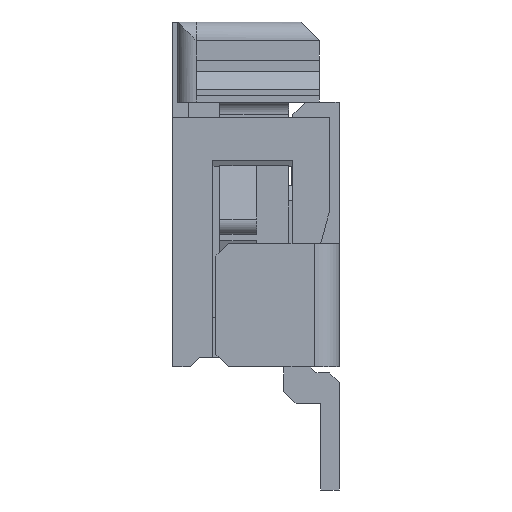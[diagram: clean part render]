
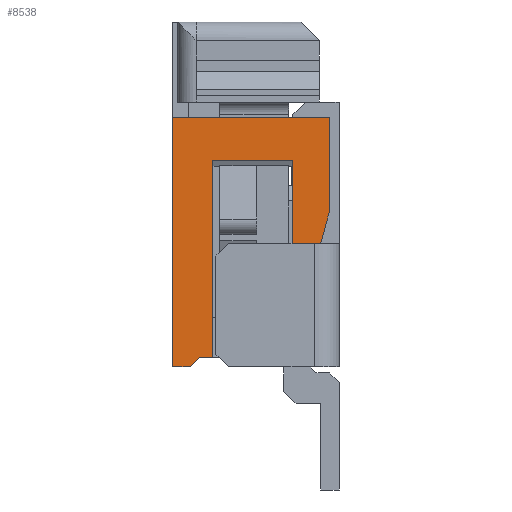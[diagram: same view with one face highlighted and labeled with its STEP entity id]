
A CAD part, left-side view. The second image highlights one B-rep face of the part: STEP entity #8538.
In plain terms, the highlighted planar face has unit normal (-1, 0, 0).
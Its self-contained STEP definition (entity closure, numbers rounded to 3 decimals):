
#1=DIRECTION('',(0.,1.,0.));
#2=VECTOR('',#1,0.22);
#3=CARTESIAN_POINT('',(-7.35,0.7,-2.65));
#4=LINE('',#3,#2);
#5=DIRECTION('',(0.,-0.707,0.707));
#6=VECTOR('',#5,0.212);
#7=CARTESIAN_POINT('',(-7.35,1.07,-2.8));
#8=LINE('',#7,#6);
#9=DIRECTION('',(0.,1.,0.));
#10=VECTOR('',#9,0.28);
#11=CARTESIAN_POINT('',(-7.35,1.07,-2.8));
#12=LINE('',#11,#10);
#13=DIRECTION('',(0.,0.,1.));
#14=VECTOR('',#13,4.05);
#15=CARTESIAN_POINT('',(-7.35,1.35,-2.8));
#16=LINE('',#15,#14);
#17=DIRECTION('',(0.,0.,-1.));
#18=VECTOR('',#17,1.5);
#19=CARTESIAN_POINT('',(-7.35,-1.2,1.25));
#20=LINE('',#19,#18);
#21=DIRECTION('',(0.,-0.263,0.965));
#22=VECTOR('',#21,0.57);
#23=CARTESIAN_POINT('',(-7.35,-1.05,-0.8));
#24=LINE('',#23,#22);
#25=DIRECTION('',(0.,0.,1.));
#26=VECTOR('',#25,2.);
#27=CARTESIAN_POINT('',(-7.35,-1.05,-2.8));
#28=LINE('',#27,#26);
#29=DIRECTION('',(0.,1.,0.));
#30=VECTOR('',#29,0.45);
#31=CARTESIAN_POINT('',(-7.35,-1.05,-2.8));
#32=LINE('',#31,#30);
#33=DIRECTION('',(0.,0.,1.));
#34=VECTOR('',#33,3.35);
#35=CARTESIAN_POINT('',(-7.35,-0.6,-2.8));
#36=LINE('',#35,#34);
#37=DIRECTION('',(0.,1.,0.));
#38=VECTOR('',#37,1.3);
#39=CARTESIAN_POINT('',(-7.35,-0.6,0.55));
#40=LINE('',#39,#38);
#41=DIRECTION('',(0.,0.,1.));
#42=VECTOR('',#41,3.2);
#43=CARTESIAN_POINT('',(-7.35,0.7,-2.65));
#44=LINE('',#43,#42);
#1802=DIRECTION('',(0.,1.,0.));
#1803=VECTOR('',#1802,2.55);
#1804=CARTESIAN_POINT('',(-7.35,-1.2,1.25));
#1805=LINE('',#1804,#1803);
#6437=CARTESIAN_POINT('',(-7.35,1.35,-2.8));
#6439=VERTEX_POINT('',#6437);
#6455=CARTESIAN_POINT('',(-7.35,1.35,1.25));
#6456=VERTEX_POINT('',#6455);
#6643=CARTESIAN_POINT('',(-7.35,-1.05,-2.8));
#6645=VERTEX_POINT('',#6643);
#6671=CARTESIAN_POINT('',(-7.35,-1.2,1.25));
#6673=VERTEX_POINT('',#6671);
#6679=CARTESIAN_POINT('',(-7.35,-1.05,-0.8));
#6680=CARTESIAN_POINT('',(-7.35,-1.2,-0.25));
#6681=VERTEX_POINT('',#6679);
#6682=VERTEX_POINT('',#6680);
#6703=CARTESIAN_POINT('',(-7.35,1.07,-2.8));
#6704=CARTESIAN_POINT('',(-7.35,0.92,-2.65));
#6705=VERTEX_POINT('',#6703);
#6706=VERTEX_POINT('',#6704);
#6711=CARTESIAN_POINT('',(-7.35,0.7,-2.65));
#6712=VERTEX_POINT('',#6711);
#6719=CARTESIAN_POINT('',(-7.35,-0.6,-2.8));
#6720=VERTEX_POINT('',#6719);
#6741=CARTESIAN_POINT('',(-7.35,-0.6,0.55));
#6742=VERTEX_POINT('',#6741);
#6801=CARTESIAN_POINT('',(-7.35,0.7,0.55));
#6802=VERTEX_POINT('',#6801);
#8507=CARTESIAN_POINT('',(-7.35,0.,0.));
#8508=DIRECTION('',(1.,0.,0.));
#8509=DIRECTION('',(0.,0.,-1.));
#8510=AXIS2_PLACEMENT_3D('',#8507,#8508,#8509);
#8511=PLANE('',#8510);
#8513=ORIENTED_EDGE('',*,*,#8512,.T.);
#8515=ORIENTED_EDGE('',*,*,#8514,.F.);
#8517=ORIENTED_EDGE('',*,*,#8516,.T.);
#8519=ORIENTED_EDGE('',*,*,#8518,.T.);
#8521=ORIENTED_EDGE('',*,*,#8520,.F.);
#8523=ORIENTED_EDGE('',*,*,#8522,.T.);
#8525=ORIENTED_EDGE('',*,*,#8524,.F.);
#8527=ORIENTED_EDGE('',*,*,#8526,.F.);
#8529=ORIENTED_EDGE('',*,*,#8528,.T.);
#8531=ORIENTED_EDGE('',*,*,#8530,.T.);
#8533=ORIENTED_EDGE('',*,*,#8532,.T.);
#8535=ORIENTED_EDGE('',*,*,#8534,.F.);
#8536=EDGE_LOOP('',(#8513,#8515,#8517,#8519,#8521,#8523,#8525,#8527,#8529,#8531,
#8533,#8535));
#8537=FACE_OUTER_BOUND('',#8536,.F.);
#8538=ADVANCED_FACE('',(#8537),#8511,.F.);
#8512=EDGE_CURVE('',#6712,#6706,#4,.T.);
#8514=EDGE_CURVE('',#6705,#6706,#8,.T.);
#8516=EDGE_CURVE('',#6705,#6439,#12,.T.);
#8518=EDGE_CURVE('',#6439,#6456,#16,.T.);
#8520=EDGE_CURVE('',#6673,#6456,#1805,.T.);
#8522=EDGE_CURVE('',#6673,#6682,#20,.T.);
#8524=EDGE_CURVE('',#6681,#6682,#24,.T.);
#8526=EDGE_CURVE('',#6645,#6681,#28,.T.);
#8528=EDGE_CURVE('',#6645,#6720,#32,.T.);
#8530=EDGE_CURVE('',#6720,#6742,#36,.T.);
#8532=EDGE_CURVE('',#6742,#6802,#40,.T.);
#8534=EDGE_CURVE('',#6712,#6802,#44,.T.);
